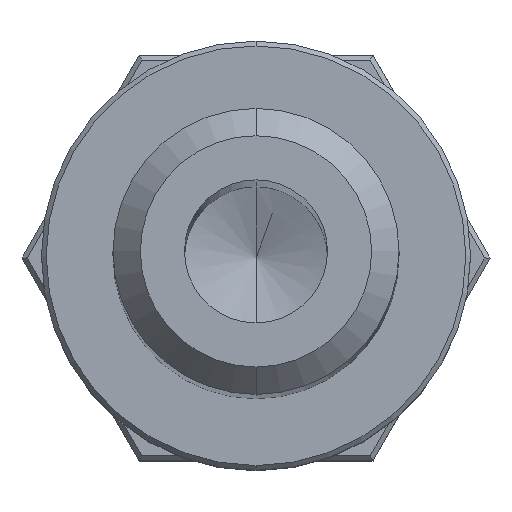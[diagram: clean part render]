
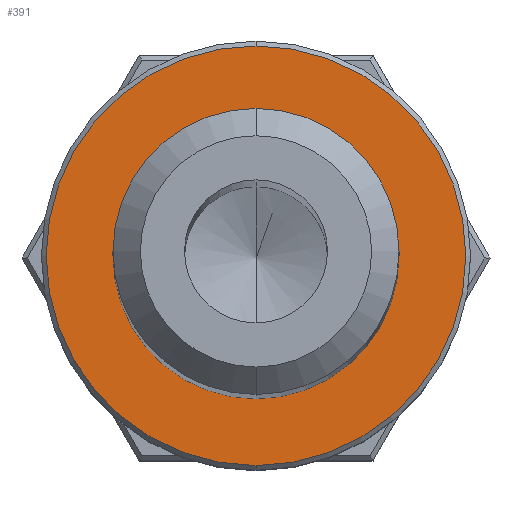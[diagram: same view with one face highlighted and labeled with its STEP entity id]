
A CAD part, top view. The second image highlights one B-rep face of the part: STEP entity #391.
In plain terms, the highlighted planar face has unit normal (0, 0, 1).
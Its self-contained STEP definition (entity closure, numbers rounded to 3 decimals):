
#269=VERTEX_POINT('NONE',#775);
#271=EDGE_CURVE('NONE',#269,#523,#777,.T.);
#391=ADVANCED_FACE('NONE',(#911,#912),#913,.T.);
#523=VERTEX_POINT('NONE',#1069);
#589=VERTEX_POINT('NONE',#1146);
#623=VERTEX_POINT('NONE',#1184);
#675=EDGE_CURVE('NONE',#523,#269,#1242,.T.);
#711=EDGE_CURVE('NONE',#623,#589,#1280,.T.);
#725=EDGE_CURVE('NONE',#589,#623,#1295,.T.);
#775=CARTESIAN_POINT('',(0.0,-8.8,-105.0));
#777=CIRCLE('',#1339,8.8);
#911=FACE_OUTER_BOUND('',#1599,.T.);
#912=FACE_BOUND('',#1600,.T.);
#913=PLANE('',#1601);
#1069=CARTESIAN_POINT('',(0.,8.8,-105.0));
#1146=CARTESIAN_POINT('',(0.0,6.,-105.0));
#1184=CARTESIAN_POINT('',(0.,-6.,-105.0));
#1242=CIRCLE('',#2208,8.8);
#1280=CIRCLE('',#2258,6.);
#1295=CIRCLE('',#2282,6.);
#1339=AXIS2_PLACEMENT_3D('',#2334,#2335,#2336);
#1599=EDGE_LOOP('',(#2488,#2489));
#1600=EDGE_LOOP('',(#2490,#2491));
#1601=AXIS2_PLACEMENT_3D('',#2492,#2493,#2494);
#2208=AXIS2_PLACEMENT_3D('',#2891,#2892,#2893);
#2258=AXIS2_PLACEMENT_3D('',#2923,#2924,#2925);
#2282=AXIS2_PLACEMENT_3D('',#2938,#2939,#2940);
#2334=CARTESIAN_POINT('',(0.0,0.,-105.0));
#2335=DIRECTION('',(0.0,0.,1.0));
#2336=DIRECTION('',(0.0,1.0,0.));
#2488=ORIENTED_EDGE('',*,*,#271,.T.);
#2489=ORIENTED_EDGE('',*,*,#675,.T.);
#2490=ORIENTED_EDGE('',*,*,#725,.F.);
#2491=ORIENTED_EDGE('',*,*,#711,.F.);
#2492=CARTESIAN_POINT('',(-6.,0.,-105.0));
#2493=DIRECTION('',(0.0,0.,1.0));
#2494=DIRECTION('',(-1.0,0.0,0.0));
#2891=CARTESIAN_POINT('',(0.0,0.,-105.0));
#2892=DIRECTION('',(0.0,0.,1.0));
#2893=DIRECTION('',(0.0,1.0,0.));
#2923=CARTESIAN_POINT('',(0.0,0.,-105.0));
#2924=DIRECTION('',(0.0,0.,1.0));
#2925=DIRECTION('',(0.0,1.0,0.));
#2938=CARTESIAN_POINT('',(0.0,0.,-105.0));
#2939=DIRECTION('',(0.0,0.,1.0));
#2940=DIRECTION('',(0.0,1.0,0.));
